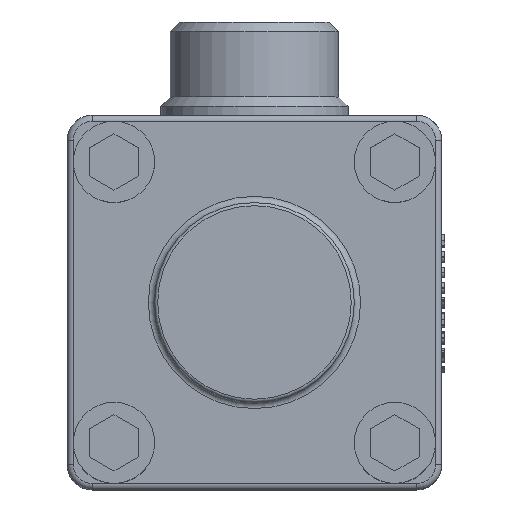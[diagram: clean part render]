
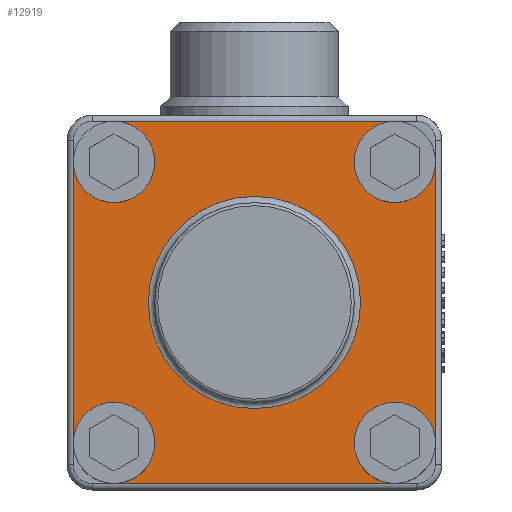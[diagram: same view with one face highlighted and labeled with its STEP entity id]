
A CAD part, top view. The second image highlights one B-rep face of the part: STEP entity #12919.
In plain terms, the highlighted planar face has unit normal (0, 0, 1).
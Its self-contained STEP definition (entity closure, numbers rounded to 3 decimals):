
#11414=CARTESIAN_POINT('',(-16.,22.5,53.));
#11415=VERTEX_POINT('',#11414);
#11422=CARTESIAN_POINT('',(-22.5,29.,53.));
#11423=VERTEX_POINT('',#11422);
#11424=CARTESIAN_POINT('',(-22.5,22.5,53.));
#11425=DIRECTION('',(0.,0.,1.));
#11426=DIRECTION('',(1.,0.,-0.));
#11427=AXIS2_PLACEMENT_3D('',#11424,#11425,#11426);
#11428=CIRCLE('',#11427,6.5);
#11429=EDGE_CURVE('',#11415,#11423,#11428,.T.);
#11431=CARTESIAN_POINT('',(-29.,22.5,53.));
#11432=VERTEX_POINT('',#11431);
#11440=CARTESIAN_POINT('',(-22.5,22.5,53.));
#11441=DIRECTION('',(0.,0.,1.));
#11442=DIRECTION('',(1.,0.,-0.));
#11443=AXIS2_PLACEMENT_3D('',#11440,#11441,#11442);
#11444=CIRCLE('',#11443,6.5);
#11445=EDGE_CURVE('',#11432,#11415,#11444,.T.);
#11691=CARTESIAN_POINT('',(16.,22.5,53.));
#11692=VERTEX_POINT('',#11691);
#11699=CARTESIAN_POINT('',(29.,22.5,53.));
#11700=VERTEX_POINT('',#11699);
#11701=CARTESIAN_POINT('',(22.5,22.5,53.));
#11702=DIRECTION('',(-0.,-0.,-1.));
#11703=DIRECTION('',(1.,0.,-0.));
#11704=AXIS2_PLACEMENT_3D('',#11701,#11702,#11703);
#11705=CIRCLE('',#11704,6.5);
#11706=EDGE_CURVE('',#11700,#11692,#11705,.T.);
#11708=CARTESIAN_POINT('',(22.5,29.,53.));
#11709=VERTEX_POINT('',#11708);
#11717=CARTESIAN_POINT('',(22.5,22.5,53.));
#11718=DIRECTION('',(-0.,-0.,-1.));
#11719=DIRECTION('',(1.,0.,-0.));
#11720=AXIS2_PLACEMENT_3D('',#11717,#11718,#11719);
#11721=CIRCLE('',#11720,6.5);
#11722=EDGE_CURVE('',#11692,#11709,#11721,.T.);
#11960=CARTESIAN_POINT('',(-16.,-22.5,53.));
#11961=VERTEX_POINT('',#11960);
#11968=CARTESIAN_POINT('',(-29.,-22.5,53.));
#11969=VERTEX_POINT('',#11968);
#11970=CARTESIAN_POINT('',(-22.5,-22.5,53.));
#11971=DIRECTION('',(-0.,-0.,-1.));
#11972=DIRECTION('',(1.,0.,-0.));
#11973=AXIS2_PLACEMENT_3D('',#11970,#11971,#11972);
#11974=CIRCLE('',#11973,6.5);
#11975=EDGE_CURVE('',#11969,#11961,#11974,.T.);
#11977=CARTESIAN_POINT('',(-22.5,-29.,53.));
#11978=VERTEX_POINT('',#11977);
#11986=CARTESIAN_POINT('',(-22.5,-22.5,53.));
#11987=DIRECTION('',(-0.,-0.,-1.));
#11988=DIRECTION('',(1.,0.,-0.));
#11989=AXIS2_PLACEMENT_3D('',#11986,#11987,#11988);
#11990=CIRCLE('',#11989,6.5);
#11991=EDGE_CURVE('',#11961,#11978,#11990,.T.);
#12005=CARTESIAN_POINT('',(-17.,-0.,53.));
#12006=VERTEX_POINT('',#12005);
#12022=CARTESIAN_POINT('',(0.,0.,53.));
#12023=DIRECTION('',(0.,0.,-1.));
#12024=DIRECTION('',(-1.,0.,0.));
#12025=AXIS2_PLACEMENT_3D('',#12022,#12023,#12024);
#12026=CIRCLE('',#12025,17.);
#12027=EDGE_CURVE('',#12006,#12006,#12026,.T.);
#12309=CARTESIAN_POINT('',(22.5,29.,53.));
#12310=DIRECTION('',(-1.,0.,0.));
#12311=VECTOR('',#12310,45.);
#12312=LINE('',#12309,#12311);
#12313=EDGE_CURVE('',#11709,#11423,#12312,.T.);
#12406=CARTESIAN_POINT('',(-29.,22.5,53.));
#12407=DIRECTION('',(-0.,-1.,-0.));
#12408=VECTOR('',#12407,45.);
#12409=LINE('',#12406,#12408);
#12410=EDGE_CURVE('',#11432,#11969,#12409,.T.);
#12525=CARTESIAN_POINT('',(29.,-22.5,53.));
#12526=VERTEX_POINT('',#12525);
#12527=CARTESIAN_POINT('',(29.,-22.5,53.));
#12528=DIRECTION('',(0.,1.,0.));
#12529=VECTOR('',#12528,45.);
#12530=LINE('',#12527,#12529);
#12531=EDGE_CURVE('',#12526,#11700,#12530,.T.);
#12558=CARTESIAN_POINT('',(22.5,-29.,53.));
#12559=VERTEX_POINT('',#12558);
#12566=CARTESIAN_POINT('',(-22.5,-29.,53.));
#12567=DIRECTION('',(1.,-0.,-0.));
#12568=VECTOR('',#12567,45.);
#12569=LINE('',#12566,#12568);
#12570=EDGE_CURVE('',#11978,#12559,#12569,.T.);
#12883=CARTESIAN_POINT('',(-22.5,22.5,53.));
#12884=DIRECTION('',(0.,0.,-1.));
#12885=DIRECTION('',(-1.,0.,0.));
#12886=AXIS2_PLACEMENT_3D('',#12883,#12884,#12885);
#12887=PLANE('',#12886);
#12888=ORIENTED_EDGE('',*,*,#11429,.F.);
#12889=ORIENTED_EDGE('',*,*,#11445,.F.);
#12890=ORIENTED_EDGE('',*,*,#12410,.T.);
#12891=ORIENTED_EDGE('',*,*,#11975,.T.);
#12892=ORIENTED_EDGE('',*,*,#11991,.T.);
#12893=ORIENTED_EDGE('',*,*,#12570,.T.);
#12894=CARTESIAN_POINT('',(16.,-22.5,53.));
#12895=VERTEX_POINT('',#12894);
#12896=CARTESIAN_POINT('',(22.5,-22.5,53.));
#12897=DIRECTION('',(0.,0.,1.));
#12898=DIRECTION('',(1.,0.,-0.));
#12899=AXIS2_PLACEMENT_3D('',#12896,#12897,#12898);
#12900=CIRCLE('',#12899,6.5);
#12901=EDGE_CURVE('',#12895,#12559,#12900,.T.);
#12902=ORIENTED_EDGE('',*,*,#12901,.F.);
#12903=CARTESIAN_POINT('',(22.5,-22.5,53.));
#12904=DIRECTION('',(0.,0.,1.));
#12905=DIRECTION('',(1.,0.,-0.));
#12906=AXIS2_PLACEMENT_3D('',#12903,#12904,#12905);
#12907=CIRCLE('',#12906,6.5);
#12908=EDGE_CURVE('',#12526,#12895,#12907,.T.);
#12909=ORIENTED_EDGE('',*,*,#12908,.F.);
#12910=ORIENTED_EDGE('',*,*,#12531,.T.);
#12911=ORIENTED_EDGE('',*,*,#11706,.T.);
#12912=ORIENTED_EDGE('',*,*,#11722,.T.);
#12913=ORIENTED_EDGE('',*,*,#12313,.T.);
#12914=EDGE_LOOP('',(#12888,#12889,#12890,#12891,#12892,#12893,#12902,#12909,#12910,#12911,#12912,#12913));
#12915=FACE_BOUND('',#12914,.T.);
#12916=ORIENTED_EDGE('',*,*,#12027,.T.);
#12917=EDGE_LOOP('',(#12916));
#12918=FACE_BOUND('',#12917,.T.);
#12919=ADVANCED_FACE('',(#12915,#12918),#12887,.F.);
